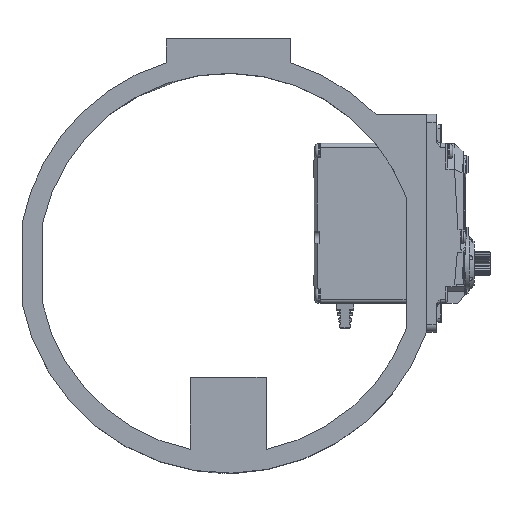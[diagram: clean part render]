
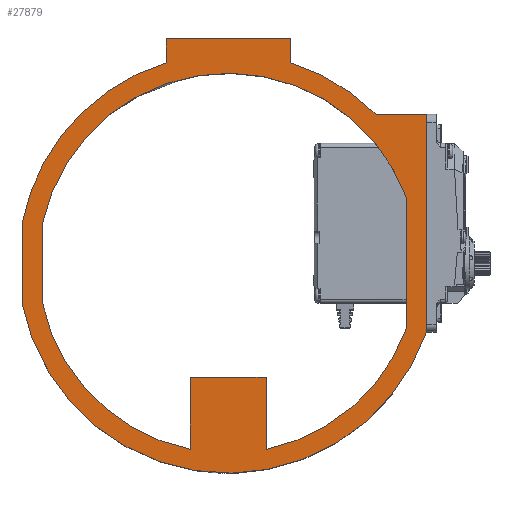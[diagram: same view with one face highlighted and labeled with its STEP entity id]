
A CAD part, top view. The second image highlights one B-rep face of the part: STEP entity #27879.
In plain terms, the highlighted planar face has unit normal (0, 0, 1).
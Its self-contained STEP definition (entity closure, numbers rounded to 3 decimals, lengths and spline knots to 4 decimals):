
#2515=DIRECTION('',(-1.,0.,0.));
#2516=VECTOR('',#2515,0.748);
#2517=CARTESIAN_POINT('',(2.4036,0.9449,0.));
#2518=LINE('',#2517,#2516);
#2561=CARTESIAN_POINT('',(2.0295,2.0685,0.));
#2562=DIRECTION('',(0.,0.,1.));
#2563=DIRECTION('',(-0.982,-0.189,0.));
#2564=AXIS2_PLACEMENT_3D('',#2561,#2562,#2563);
#2566=DIRECTION('',(0.,-1.,0.));
#2567=VECTOR('',#2566,0.7827);
#2568=CARTESIAN_POINT('',(0.,2.4599,0.));
#2569=LINE('',#2568,#2567);
#2570=CARTESIAN_POINT('',(2.0295,2.0685,0.));
#2571=DIRECTION('',(0.,0.,1.));
#2572=DIRECTION('',(-0.295,0.955,0.));
#2573=AXIS2_PLACEMENT_3D('',#2570,#2571,#2572);
#2575=DIRECTION('',(0.,-1.,0.));
#2576=VECTOR('',#2575,0.2362);
#2577=CARTESIAN_POINT('',(1.4193,4.2795,0.));
#2578=LINE('',#2577,#2576);
#2579=DIRECTION('',(0.,1.,0.));
#2580=VECTOR('',#2579,0.2362);
#2581=CARTESIAN_POINT('',(2.6398,4.0433,0.));
#2582=LINE('',#2581,#2580);
#2583=CARTESIAN_POINT('',(2.0295,2.0685,0.));
#2584=DIRECTION('',(0.,0.,1.));
#2585=DIRECTION('',(0.705,0.71,0.));
#2586=AXIS2_PLACEMENT_3D('',#2583,#2584,#2585);
#2588=DIRECTION('',(-1.,0.,0.));
#2589=VECTOR('',#2588,0.4956);
#2590=CARTESIAN_POINT('',(3.9817,3.535,0.));
#2591=LINE('',#2590,#2589);
#2592=DIRECTION('',(0.,-1.,0.));
#2593=VECTOR('',#2592,1.29);
#2594=CARTESIAN_POINT('',(3.7849,2.7135,0.));
#2595=LINE('',#2594,#2593);
#2596=CARTESIAN_POINT('',(2.0295,2.0685,0.));
#2597=DIRECTION('',(0.,0.,-1.));
#2598=DIRECTION('',(-0.978,0.209,0.));
#2599=AXIS2_PLACEMENT_3D('',#2596,#2597,#2598);
#2601=DIRECTION('',(0.,1.,0.));
#2602=VECTOR('',#2601,0.7827);
#2603=CARTESIAN_POINT('',(0.2009,1.6772,0.));
#2604=LINE('',#2603,#2602);
#2605=CARTESIAN_POINT('',(2.0295,2.0685,0.));
#2606=DIRECTION('',(0.,0.,-1.));
#2607=DIRECTION('',(-0.2,-0.98,0.));
#2608=AXIS2_PLACEMENT_3D('',#2605,#2606,#2607);
#2610=DIRECTION('',(0.,-1.,0.));
#2611=VECTOR('',#2610,0.7087);
#2612=CARTESIAN_POINT('',(1.6555,0.9449,0.));
#2613=LINE('',#2612,#2611);
#2614=DIRECTION('',(0.,1.,0.));
#2615=VECTOR('',#2614,0.7087);
#2616=CARTESIAN_POINT('',(2.4036,0.2362,0.));
#2617=LINE('',#2616,#2615);
#2618=CARTESIAN_POINT('',(2.0295,2.0685,0.));
#2619=DIRECTION('',(0.,0.,-1.));
#2620=DIRECTION('',(0.939,-0.345,0.));
#2621=AXIS2_PLACEMENT_3D('',#2618,#2619,#2620);
#2641=DIRECTION('',(0.,1.,0.));
#2642=VECTOR('',#2641,2.1457);
#2643=CARTESIAN_POINT('',(3.9817,1.3894,0.));
#2644=LINE('',#2643,#2642);
#6243=DIRECTION('',(-1.,0.,0.));
#6244=VECTOR('',#6243,1.2205);
#6245=CARTESIAN_POINT('',(2.6398,4.2795,0.));
#6246=LINE('',#6245,#6244);
#19399=CARTESIAN_POINT('',(3.9817,3.535,0.));
#19400=CARTESIAN_POINT('',(3.4861,3.535,0.));
#19401=VERTEX_POINT('',#19399);
#19402=VERTEX_POINT('',#19400);
#19403=CARTESIAN_POINT('',(2.6398,4.0433,0.));
#19404=VERTEX_POINT('',#19403);
#19405=CARTESIAN_POINT('',(3.7849,2.7135,0.));
#19406=CARTESIAN_POINT('',(3.7849,1.4235,0.));
#19407=VERTEX_POINT('',#19405);
#19408=VERTEX_POINT('',#19406);
#19409=CARTESIAN_POINT('',(0.2009,2.4599,0.));
#19410=VERTEX_POINT('',#19409);
#19411=CARTESIAN_POINT('',(3.9817,1.3894,0.));
#19412=VERTEX_POINT('',#19411);
#19425=CARTESIAN_POINT('',(0.,2.4599,0.));
#19426=CARTESIAN_POINT('',(0.,1.6772,0.));
#19427=VERTEX_POINT('',#19425);
#19428=VERTEX_POINT('',#19426);
#19429=CARTESIAN_POINT('',(1.6555,0.2362,0.));
#19430=CARTESIAN_POINT('',(0.2009,1.6772,0.));
#19431=VERTEX_POINT('',#19429);
#19432=VERTEX_POINT('',#19430);
#19451=CARTESIAN_POINT('',(2.4036,0.2362,0.));
#19452=VERTEX_POINT('',#19451);
#19453=CARTESIAN_POINT('',(2.4036,0.9449,0.));
#19454=VERTEX_POINT('',#19453);
#19455=CARTESIAN_POINT('',(1.6555,0.9449,0.));
#19456=VERTEX_POINT('',#19455);
#19471=CARTESIAN_POINT('',(2.6398,4.2795,0.));
#19472=VERTEX_POINT('',#19471);
#19473=CARTESIAN_POINT('',(1.4193,4.2795,0.));
#19474=CARTESIAN_POINT('',(1.4193,4.0433,0.));
#19475=VERTEX_POINT('',#19473);
#19476=VERTEX_POINT('',#19474);
#27842=CARTESIAN_POINT('',(2.0295,2.0685,0.));
#27843=DIRECTION('',(0.,0.,1.));
#27844=DIRECTION('',(1.,0.,0.));
#27845=AXIS2_PLACEMENT_3D('',#27842,#27843,#27844);
#27846=PLANE('',#27845);
#27848=ORIENTED_EDGE('',*,*,#27847,.F.);
#27850=ORIENTED_EDGE('',*,*,#27849,.F.);
#27852=ORIENTED_EDGE('',*,*,#27851,.F.);
#27854=ORIENTED_EDGE('',*,*,#27853,.F.);
#27856=ORIENTED_EDGE('',*,*,#27855,.F.);
#27858=ORIENTED_EDGE('',*,*,#27857,.F.);
#27860=ORIENTED_EDGE('',*,*,#27859,.F.);
#27862=ORIENTED_EDGE('',*,*,#27861,.F.);
#27864=ORIENTED_EDGE('',*,*,#27863,.F.);
#27865=EDGE_LOOP('',(#27848,#27850,#27852,#27854,#27856,#27858,#27860,#27862,
#27864));
#27866=FACE_OUTER_BOUND('',#27865,.F.);
#27867=ORIENTED_EDGE('',*,*,#24072,.F.);
#27868=ORIENTED_EDGE('',*,*,#24527,.F.);
#27869=ORIENTED_EDGE('',*,*,#27770,.F.);
#27870=ORIENTED_EDGE('',*,*,#27790,.F.);
#27871=ORIENTED_EDGE('',*,*,#27804,.F.);
#27872=ORIENTED_EDGE('',*,*,#27815,.F.);
#27874=ORIENTED_EDGE('',*,*,#27873,.F.);
#27876=ORIENTED_EDGE('',*,*,#27875,.F.);
#27877=EDGE_LOOP('',(#27867,#27868,#27869,#27870,#27871,#27872,#27874,#27876));
#27878=FACE_BOUND('',#27877,.F.);
#27879=ADVANCED_FACE('',(#27866,#27878),#27846,.T.);
#2565=CIRCLE('',#2564,2.0669);
#2574=CIRCLE('',#2573,2.0669);
#2587=CIRCLE('',#2586,2.0669);
#2600=CIRCLE('',#2599,1.8701);
#2609=CIRCLE('',#2608,1.8701);
#2622=CIRCLE('',#2621,1.8701);
#24072=EDGE_CURVE('',#19407,#19408,#2595,.T.);
#24527=EDGE_CURVE('',#19410,#19407,#2600,.T.);
#27770=EDGE_CURVE('',#19432,#19410,#2604,.T.);
#27790=EDGE_CURVE('',#19431,#19432,#2609,.T.);
#27804=EDGE_CURVE('',#19456,#19431,#2613,.T.);
#27815=EDGE_CURVE('',#19454,#19456,#2518,.T.);
#27847=EDGE_CURVE('',#19412,#19401,#2644,.T.);
#27849=EDGE_CURVE('',#19428,#19412,#2565,.T.);
#27851=EDGE_CURVE('',#19427,#19428,#2569,.T.);
#27853=EDGE_CURVE('',#19476,#19427,#2574,.T.);
#27855=EDGE_CURVE('',#19475,#19476,#2578,.T.);
#27857=EDGE_CURVE('',#19472,#19475,#6246,.T.);
#27859=EDGE_CURVE('',#19404,#19472,#2582,.T.);
#27861=EDGE_CURVE('',#19402,#19404,#2587,.T.);
#27863=EDGE_CURVE('',#19401,#19402,#2591,.T.);
#27873=EDGE_CURVE('',#19452,#19454,#2617,.T.);
#27875=EDGE_CURVE('',#19408,#19452,#2622,.T.);
